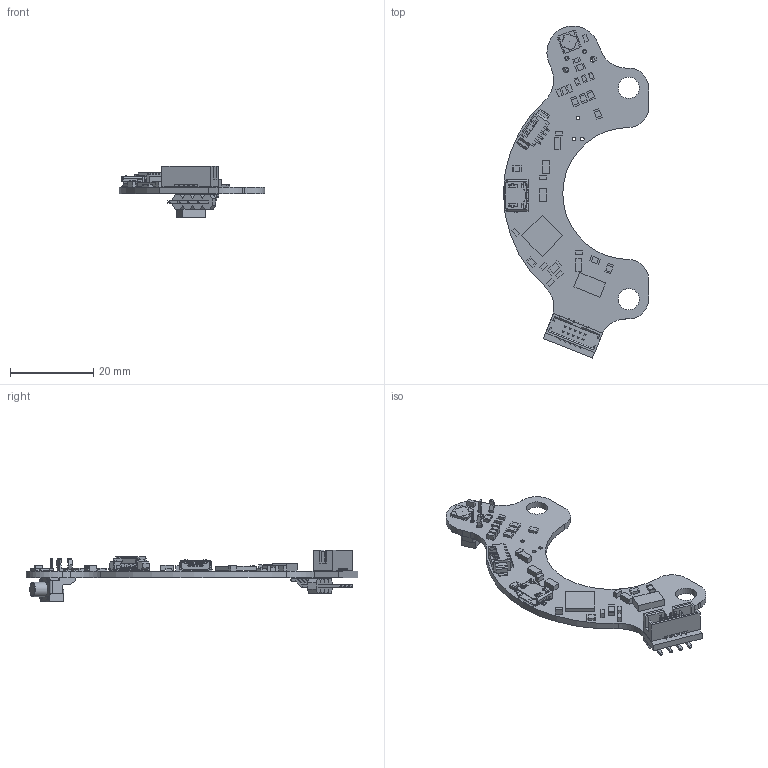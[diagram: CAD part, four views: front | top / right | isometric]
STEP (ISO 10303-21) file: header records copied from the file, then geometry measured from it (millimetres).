
FILE_DESCRIPTION(('Open CASCADE Model'),'2;1');
FILE_NAME('Open CASCADE Shape Model','2022-05-03T12:41:18',('Author'),( 'Open CASCADE'),'Open CASCADE STEP processor 6.8','Open CASCADE 6.8' ,'Unknown');
FILE_SCHEMA(('AUTOMOTIVE_DESIGN { 1 0 10303 214 1 1 1 1 }'));
Products named in the file (1): PCB
Bounding box: 34.92 x 79.83 x 12.44 mm (x, y, z)
Volume: 2919.2 mm3; surface area: 5564.6 mm2
Topology: 77 solids, 707 shells, 2027 faces, 6941 edges, 5716 vertices
Faces by surface type: plane 1255, bspline 620, cylinder 131, torus 14, sphere 6, cone 1
Full cylindrical faces by diameter (mm): 0.888 x3, 0.99 x2, 1.296 x2, 5.106 x2
Entity records: 88595 total; most frequent: CARTESIAN_POINT 25203, DIRECTION 10704, ORIENTED_EDGE 10330, EDGE_CURVE 6935, VERTEX_POINT 5716, LINE 5536, VECTOR 5536, AXIS2_PLACEMENT_3D 2584
